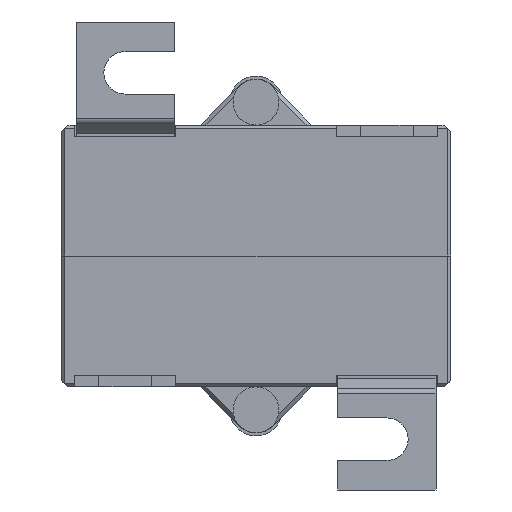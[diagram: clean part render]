
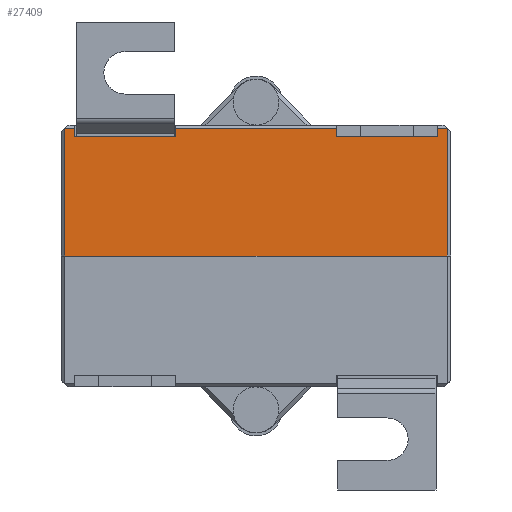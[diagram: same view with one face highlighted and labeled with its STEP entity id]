
A CAD part, front view. The second image highlights one B-rep face of the part: STEP entity #27409.
In plain terms, the highlighted planar face has unit normal (0, -1, 0).
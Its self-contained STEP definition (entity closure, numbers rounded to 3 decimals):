
#1389=PLANE('',#29243);
#2427=FACE_OUTER_BOUND('',#3944,.T.);
#3944=EDGE_LOOP('',(#19139,#19140,#19141,#19142,#19143,#19144,#19145,#19146,
#19147,#19148,#19149,#19150));
#5986=LINE('',#37237,#9068);
#5993=LINE('',#37251,#9075);
#5994=LINE('',#37253,#9076);
#5995=LINE('',#37255,#9077);
#5996=LINE('',#37257,#9078);
#5997=LINE('',#37259,#9079);
#5998=LINE('',#37261,#9080);
#5999=LINE('',#37263,#9081);
#6000=LINE('',#37265,#9082);
#6001=LINE('',#37267,#9083);
#6002=LINE('',#37269,#9084);
#6003=LINE('',#37270,#9085);
#9068=VECTOR('',#31003,10.);
#9075=VECTOR('',#31014,10.);
#9076=VECTOR('',#31015,10.);
#9077=VECTOR('',#31016,10.);
#9078=VECTOR('',#31017,10.);
#9079=VECTOR('',#31018,10.);
#9080=VECTOR('',#31019,10.);
#9081=VECTOR('',#31020,10.);
#9082=VECTOR('',#31021,10.);
#9083=VECTOR('',#31022,10.);
#9084=VECTOR('',#31023,10.);
#9085=VECTOR('',#31024,10.);
#12165=VERTEX_POINT('',#37234);
#12166=VERTEX_POINT('',#37236);
#12171=VERTEX_POINT('',#37250);
#12172=VERTEX_POINT('',#37252);
#12173=VERTEX_POINT('',#37254);
#12174=VERTEX_POINT('',#37256);
#12175=VERTEX_POINT('',#37258);
#12176=VERTEX_POINT('',#37260);
#12177=VERTEX_POINT('',#37262);
#12178=VERTEX_POINT('',#37264);
#12179=VERTEX_POINT('',#37266);
#12180=VERTEX_POINT('',#37268);
#14923=EDGE_CURVE('',#12165,#12166,#5986,.T.);
#14930=EDGE_CURVE('',#12171,#12165,#5993,.T.);
#14931=EDGE_CURVE('',#12172,#12171,#5994,.T.);
#14932=EDGE_CURVE('',#12173,#12172,#5995,.T.);
#14933=EDGE_CURVE('',#12173,#12174,#5996,.T.);
#14934=EDGE_CURVE('',#12174,#12175,#5997,.T.);
#14935=EDGE_CURVE('',#12175,#12176,#5998,.T.);
#14936=EDGE_CURVE('',#12177,#12176,#5999,.T.);
#14937=EDGE_CURVE('',#12177,#12178,#6000,.T.);
#14938=EDGE_CURVE('',#12178,#12179,#6001,.T.);
#14939=EDGE_CURVE('',#12179,#12180,#6002,.T.);
#14940=EDGE_CURVE('',#12166,#12180,#6003,.T.);
#19139=ORIENTED_EDGE('',*,*,#14923,.F.);
#19140=ORIENTED_EDGE('',*,*,#14930,.F.);
#19141=ORIENTED_EDGE('',*,*,#14931,.F.);
#19142=ORIENTED_EDGE('',*,*,#14932,.F.);
#19143=ORIENTED_EDGE('',*,*,#14933,.T.);
#19144=ORIENTED_EDGE('',*,*,#14934,.T.);
#19145=ORIENTED_EDGE('',*,*,#14935,.T.);
#19146=ORIENTED_EDGE('',*,*,#14936,.F.);
#19147=ORIENTED_EDGE('',*,*,#14937,.T.);
#19148=ORIENTED_EDGE('',*,*,#14938,.T.);
#19149=ORIENTED_EDGE('',*,*,#14939,.T.);
#19150=ORIENTED_EDGE('',*,*,#14940,.F.);
#27409=ADVANCED_FACE('',(#2427),#1389,.T.);
#29243=AXIS2_PLACEMENT_3D('',#37249,#31012,#31013);
#31003=DIRECTION('',(0.,0.,-1.));
#31012=DIRECTION('center_axis',(0.,-1.,0.));
#31013=DIRECTION('ref_axis',(1.,0.,0.));
#31014=DIRECTION('',(1.,0.,0.));
#31015=DIRECTION('',(0.,0.,1.));
#31016=DIRECTION('',(-1.,0.,0.));
#31017=DIRECTION('',(0.,0.,1.));
#31018=DIRECTION('',(1.,0.,0.));
#31019=DIRECTION('',(0.,0.,-1.));
#31020=DIRECTION('',(-1.,0.,0.));
#31021=DIRECTION('',(0.,0.,1.));
#31022=DIRECTION('',(1.,0.,0.));
#31023=DIRECTION('',(0.,0.,-1.));
#31024=DIRECTION('',(-1.,0.,0.));
#37234=CARTESIAN_POINT('',(29.25,0.,20.));
#37236=CARTESIAN_POINT('',(29.25,0.,0.5));
#37237=CARTESIAN_POINT('',(29.25,0.,0.));
#37249=CARTESIAN_POINT('Origin',(-29.75,0.,0.));
#37250=CARTESIAN_POINT('',(-29.25,0.,20.));
#37251=CARTESIAN_POINT('',(-29.75,0.,20.));
#37252=CARTESIAN_POINT('',(-29.25,0.,0.5));
#37253=CARTESIAN_POINT('',(-29.25,0.,0.));
#37254=CARTESIAN_POINT('',(-27.7,0.,0.5));
#37255=CARTESIAN_POINT('',(-14.875,0.,0.5));
#37256=CARTESIAN_POINT('',(-27.7,0.,1.8));
#37257=CARTESIAN_POINT('',(-27.7,0.,0.));
#37258=CARTESIAN_POINT('',(-12.3,0.,1.8));
#37259=CARTESIAN_POINT('',(-24.875,0.,1.8));
#37260=CARTESIAN_POINT('',(-12.3,0.,0.5));
#37261=CARTESIAN_POINT('',(-12.3,0.,0.));
#37262=CARTESIAN_POINT('',(12.3,0.,0.5));
#37263=CARTESIAN_POINT('',(-14.875,0.,0.5));
#37264=CARTESIAN_POINT('',(12.3,0.,1.8));
#37265=CARTESIAN_POINT('',(12.3,0.,0.));
#37266=CARTESIAN_POINT('',(27.7,0.,1.8));
#37267=CARTESIAN_POINT('',(-4.875,0.,1.8));
#37268=CARTESIAN_POINT('',(27.7,0.,0.5));
#37269=CARTESIAN_POINT('',(27.7,0.,0.));
#37270=CARTESIAN_POINT('',(-14.875,0.,0.5));
